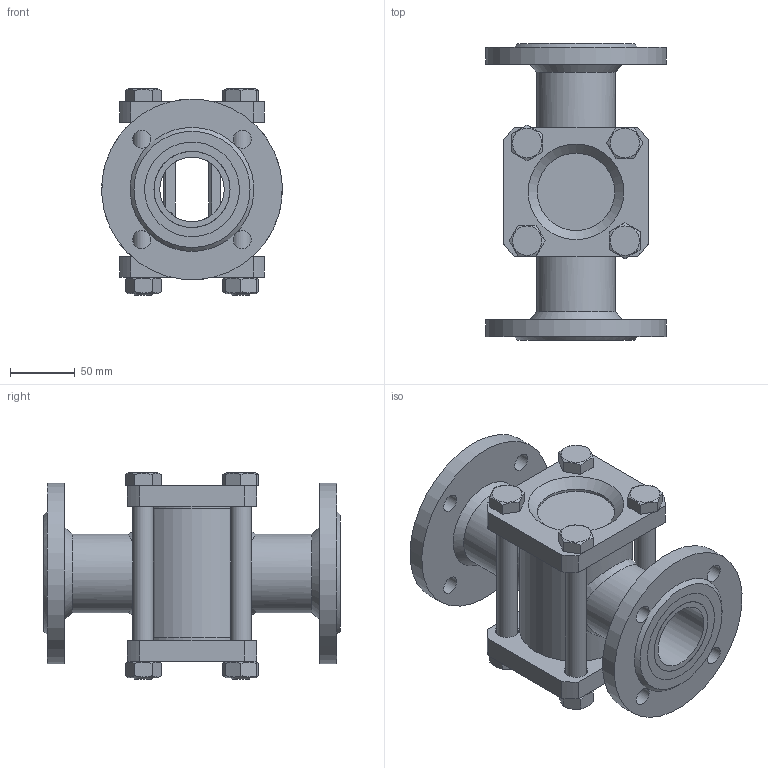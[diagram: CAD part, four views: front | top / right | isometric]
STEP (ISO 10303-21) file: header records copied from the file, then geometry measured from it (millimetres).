
FILE_DESCRIPTION((''),'2;1');
FILE_NAME('ФБ08 011 050 000.stp','2015-03-24T11:16:51',('��������'),(''),'Autodesk Inventor 2013','Autodesk Inventor 2013','');
FILE_SCHEMA(('AUTOMOTIVE_DESIGN { 1 0 10303 214 1 1 1 1 }'));
Length unit declared in the file: millimetre
Products named in the file (14): ФБ08 011 050 000; ФБ08 010 050 010; ФБ08 010 050 010_Сварные швы; ФБ08 010 050 012; ФБ08 010 050 013; ФБ08 010 050 013_1; ФБ08 010 020 013; ФБ08 010 050 011; ФБ08 010 050 011_1; ФБ08 010 050 003; Стекло В80х15 ГОСТ21836-88; ФБ08 010 020 001; Болт ГОСТ 7798-70 M16-6g×150(S24); Гайка ГОСТ 5915-70 M16
Assembly tree (23 placements, depth 3):
  ФБ08 011 050 000
    ФБ08 010 050 010
      ФБ08 010 050 010_Сварные швы
      ФБ08 010 050 012
      ФБ08 010 050 013
      ФБ08 010 050 013_1
      ФБ08 010 020 013  x2
      ФБ08 010 050 011
      ФБ08 010 050 011_1
    ФБ08 010 050 003  x2
    Стекло В80х15 ГОСТ21836-88  x2
    ФБ08 010 020 001  x2
    Болт ГОСТ 7798-70 M16-6g×150(S24)  x4
    Гайка ГОСТ 5915-70 M16  x4
Bounding box: 139.83 x 230 x 160 mm (x, y, z)
Volume: 1151863.5 mm3; surface area: 337692.9 mm2
Topology: 27 solids, 27 shells, 252 faces, 596 edges, 396 vertices
Faces by surface type: plane 136, cylinder 70, cone 44, bspline 2
Full cylindrical faces by diameter (mm): 4 x2, 13.835 x4, 14 x8, 16 x4, 18 x8, 50 x4, 59 x6, 60 x2, 61 x6, 70 x1, 72 x2, 80 x2, 82 x6, 88 x1, 140 x2
Entity records: 5466 total; most frequent: CARTESIAN_POINT 2112, DIRECTION 654, ORIENTED_EDGE 470, AXIS2_PLACEMENT_3D 293, EDGE_LOOP 254, EDGE_CURVE 235, VERTEX_POINT 187, FACE_OUTER_BOUND 139
